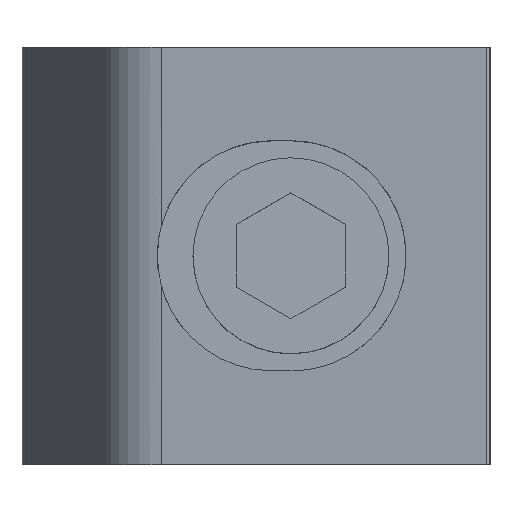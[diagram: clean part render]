
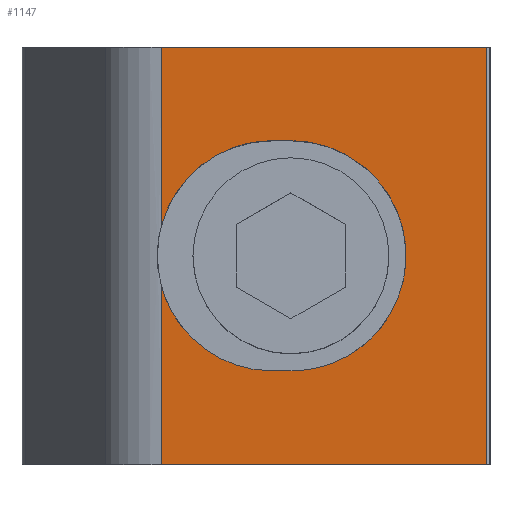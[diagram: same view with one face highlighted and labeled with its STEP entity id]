
A CAD part, top view. The second image highlights one B-rep face of the part: STEP entity #1147.
In plain terms, the highlighted planar face has unit normal (-0.088, 0, 0.996).
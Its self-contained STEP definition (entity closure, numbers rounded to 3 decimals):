
#2 = VECTOR ( 'NONE', #1136, 1000. ) ;
#7 = LINE ( 'NONE', #592, #487 ) ;
#91 = EDGE_CURVE ( 'NONE', #660, #1443, #944, .T. ) ;
#98 = DIRECTION ( 'NONE',  ( 0.996, 0., 0.088 ) ) ;
#107 = DIRECTION ( 'NONE',  ( 0., -1., 0. ) ) ;
#108 = EDGE_CURVE ( 'NONE', #1158, #660, #274, .T. ) ;
#116 = CARTESIAN_POINT ( 'NONE',  ( -11.874, -19.177, 23.913 ) ) ;
#141 = CARTESIAN_POINT ( 'NONE',  ( -1.702, 10.579, 24.808 ) ) ;
#182 = ORIENTED_EDGE ( 'NONE', *, *, #389, .T. ) ;
#201 = ORIENTED_EDGE ( 'NONE', *, *, #953, .T. ) ;
#274 = LINE ( 'NONE', #1572, #1678 ) ;
#292 = ORIENTED_EDGE ( 'NONE', *, *, #307, .T. ) ;
#305 = LINE ( 'NONE', #546, #2 ) ;
#307 = EDGE_CURVE ( 'NONE', #1472, #1002, #896, .T. ) ;
#327 = DIRECTION ( 'NONE',  ( 0.088, 0., -0.996 ) ) ;
#369 = VECTOR ( 'NONE', #750, 1000. ) ;
#389 = EDGE_CURVE ( 'NONE', #1571, #1472, #1363, .T. ) ;
#427 = VECTOR ( 'NONE', #107, 1000. ) ;
#444 = CARTESIAN_POINT ( 'NONE',  ( 0., -10.579, 24.957 ) ) ;
#445 = CARTESIAN_POINT ( 'NONE',  ( -11.874, 19.177, 23.913 ) ) ;
#469 = CARTESIAN_POINT ( 'NONE',  ( -11.874, 19.177, 23.913 ) ) ;
#476 = ORIENTED_EDGE ( 'NONE', *, *, #905, .T. ) ;
#478 = ORIENTED_EDGE ( 'NONE', *, *, #108, .F. ) ;
#487 = VECTOR ( 'NONE', #1573, 1000. ) ;
#502 = CARTESIAN_POINT ( 'NONE',  ( -10.527, -7.624, 24.032 ) ) ;
#546 = CARTESIAN_POINT ( 'NONE',  ( -11.874, 10.579, 23.913 ) ) ;
#592 = CARTESIAN_POINT ( 'NONE',  ( -11.874, -19.177, 23.913 ) ) ;
#610 = DIRECTION ( 'NONE',  ( -0.996, 0., -0.088 ) ) ;
#646 = CARTESIAN_POINT ( 'NONE',  ( -11.874, 2.905, 23.913 ) ) ;
#660 = VERTEX_POINT ( 'NONE', #922 ) ;
#683 = EDGE_CURVE ( 'NONE', #1646, #1571, #786, .T. ) ;
#750 = DIRECTION ( 'NONE',  ( 0., -1., 0. ) ) ;
#762 = CARTESIAN_POINT ( 'NONE',  ( 0., 10.579, 24.957 ) ) ;
#767 = DIRECTION ( 'NONE',  ( -0.996, 0., -0.088 ) ) ;
#786 = LINE ( 'NONE', #1211, #1585 ) ;
#815 = CARTESIAN_POINT ( 'NONE',  ( 0., -10.579, 24.957 ) ) ;
#861 = LINE ( 'NONE', #1457, #1783 ) ;
#896 = LINE ( 'NONE', #445, #369 ) ;
#905 = EDGE_CURVE ( 'NONE', #1694, #1325, #305, .T. ) ;
#921 =( BOUNDED_CURVE ( )  B_SPLINE_CURVE ( 3, ( #1126, #1829, #982, #815 ),
 .UNSPECIFIED., .F., .T. ) 
 B_SPLINE_CURVE_WITH_KNOTS ( ( 4, 4 ),
 ( 4.712, 7.854 ),
 .UNSPECIFIED. ) 
 CURVE ( )  GEOMETRIC_REPRESENTATION_ITEM ( )  RATIONAL_B_SPLINE_CURVE ( ( 1., 0.333, 0.333, 1. ) ) 
 REPRESENTATION_ITEM ( '' )  );
#922 = CARTESIAN_POINT ( 'NONE',  ( 18.012, 19.177, 26.541 ) ) ;
#923 = AXIS2_PLACEMENT_3D ( 'NONE', #469, #327, #767 ) ;
#934 = CARTESIAN_POINT ( 'NONE',  ( -10.527, 7.624, 24.032 ) ) ;
#935 = CARTESIAN_POINT ( 'NONE',  ( -6.609, -10.579, 24.376 ) ) ;
#944 = LINE ( 'NONE', #1520, #427 ) ;
#953 = EDGE_CURVE ( 'NONE', #1158, #1876, #861, .T. ) ;
#967 = EDGE_CURVE ( 'NONE', #1002, #1443, #7, .T. ) ;
#982 = CARTESIAN_POINT ( 'NONE',  ( 21.158, -10.579, 26.817 ) ) ;
#1002 = VERTEX_POINT ( 'NONE', #116 ) ;
#1027 = CARTESIAN_POINT ( 'NONE',  ( -1.702, -10.579, 24.808 ) ) ;
#1126 = CARTESIAN_POINT ( 'NONE',  ( 0., 10.579, 24.957 ) ) ;
#1132 = ORIENTED_EDGE ( 'NONE', *, *, #91, .F. ) ;
#1136 = DIRECTION ( 'NONE',  ( 0.996, 0., 0.088 ) ) ;
#1147 = ADVANCED_FACE ( 'NONE', ( #1334 ), #1498, .F. ) ;
#1158 = VERTEX_POINT ( 'NONE', #1356 ) ;
#1162 =( BOUNDED_CURVE ( )  B_SPLINE_CURVE ( 3, ( #1213, #934, #1511, #1650 ),
 .UNSPECIFIED., .F., .F. ) 
 B_SPLINE_CURVE_WITH_KNOTS ( ( 4, 4 ),
 ( 3.42, 4.712 ),
 .UNSPECIFIED. ) 
 CURVE ( )  GEOMETRIC_REPRESENTATION_ITEM ( )  RATIONAL_B_SPLINE_CURVE ( ( 1., 0.866, 0.866, 1. ) ) 
 REPRESENTATION_ITEM ( '' )  );
#1211 = CARTESIAN_POINT ( 'NONE',  ( -11.874, -10.579, 23.913 ) ) ;
#1213 = CARTESIAN_POINT ( 'NONE',  ( -11.874, 2.905, 23.913 ) ) ;
#1222 = CARTESIAN_POINT ( 'NONE',  ( -11.874, -2.905, 23.913 ) ) ;
#1280 = CARTESIAN_POINT ( 'NONE',  ( 18.012, -19.177, 26.541 ) ) ;
#1292 = EDGE_CURVE ( 'NONE', #1876, #1694, #1162, .T. ) ;
#1325 = VERTEX_POINT ( 'NONE', #762 ) ;
#1334 = FACE_OUTER_BOUND ( 'NONE', #1547, .T. ) ;
#1343 = ORIENTED_EDGE ( 'NONE', *, *, #1292, .T. ) ;
#1356 = CARTESIAN_POINT ( 'NONE',  ( -11.874, 19.177, 23.913 ) ) ;
#1363 =( BOUNDED_CURVE ( )  B_SPLINE_CURVE ( 3, ( #1027, #935, #502, #1222 ),
 .UNSPECIFIED., .F., .T. ) 
 B_SPLINE_CURVE_WITH_KNOTS ( ( 4, 4 ),
 ( 1.571, 2.863 ),
 .UNSPECIFIED. ) 
 CURVE ( )  GEOMETRIC_REPRESENTATION_ITEM ( )  RATIONAL_B_SPLINE_CURVE ( ( 1., 0.866, 0.866, 1. ) ) 
 REPRESENTATION_ITEM ( '' )  );
#1402 = CARTESIAN_POINT ( 'NONE',  ( -1.702, -10.579, 24.808 ) ) ;
#1443 = VERTEX_POINT ( 'NONE', #1280 ) ;
#1457 = CARTESIAN_POINT ( 'NONE',  ( -11.874, 19.177, 23.913 ) ) ;
#1472 = VERTEX_POINT ( 'NONE', #1842 ) ;
#1498 = PLANE ( 'NONE',  #923 ) ;
#1511 = CARTESIAN_POINT ( 'NONE',  ( -6.609, 10.579, 24.376 ) ) ;
#1520 = CARTESIAN_POINT ( 'NONE',  ( 18.012, 19.177, 26.541 ) ) ;
#1547 = EDGE_LOOP ( 'NONE', ( #1667, #1132, #478, #201, #1343, #476, #1884, #1724, #182, #292 ) ) ;
#1571 = VERTEX_POINT ( 'NONE', #1402 ) ;
#1572 = CARTESIAN_POINT ( 'NONE',  ( -11.874, 19.177, 23.913 ) ) ;
#1573 = DIRECTION ( 'NONE',  ( 0.996, 0., 0.088 ) ) ;
#1585 = VECTOR ( 'NONE', #610, 1000. ) ;
#1646 = VERTEX_POINT ( 'NONE', #444 ) ;
#1650 = CARTESIAN_POINT ( 'NONE',  ( -1.702, 10.579, 24.808 ) ) ;
#1667 = ORIENTED_EDGE ( 'NONE', *, *, #967, .T. ) ;
#1678 = VECTOR ( 'NONE', #98, 1000. ) ;
#1694 = VERTEX_POINT ( 'NONE', #141 ) ;
#1724 = ORIENTED_EDGE ( 'NONE', *, *, #683, .T. ) ;
#1730 = DIRECTION ( 'NONE',  ( 0., -1., 0. ) ) ;
#1783 = VECTOR ( 'NONE', #1730, 1000. ) ;
#1788 = EDGE_CURVE ( 'NONE', #1325, #1646, #921, .T. ) ;
#1829 = CARTESIAN_POINT ( 'NONE',  ( 21.158, 10.579, 26.817 ) ) ;
#1842 = CARTESIAN_POINT ( 'NONE',  ( -11.874, -2.905, 23.913 ) ) ;
#1876 = VERTEX_POINT ( 'NONE', #646 ) ;
#1884 = ORIENTED_EDGE ( 'NONE', *, *, #1788, .T. ) ;
